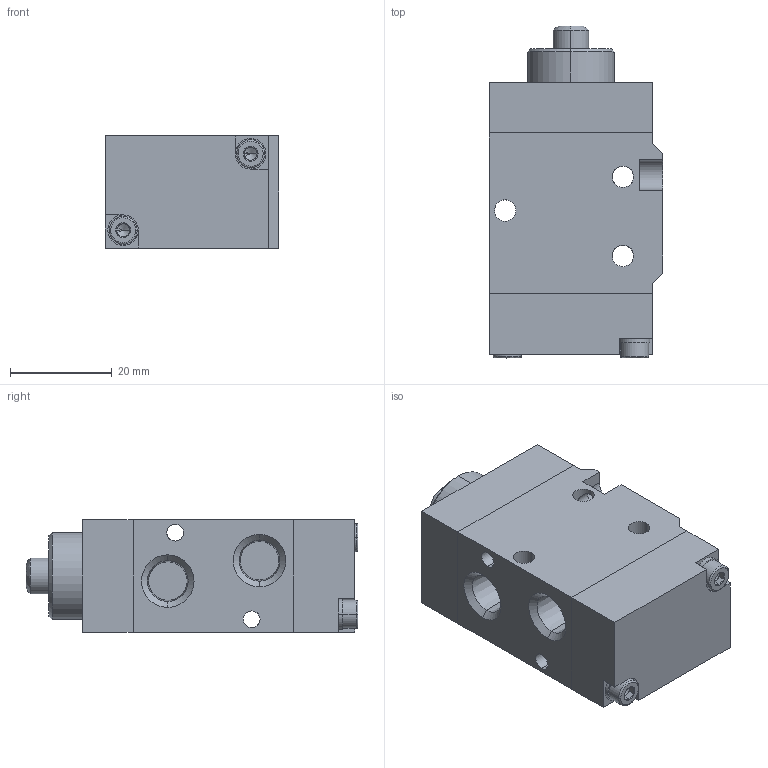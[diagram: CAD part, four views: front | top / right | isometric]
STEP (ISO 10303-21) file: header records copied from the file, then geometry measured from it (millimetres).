
FILE_DESCRIPTION (( 'STEP AP203' ), '1' );
FILE_NAME ('7001000100U.step', '2024-02-07T21:25:06', ( '' ), ( '' ), 'SwSTEP 2.0', 'SolidWorks 2023', '' );
FILE_SCHEMA (( 'CONFIG_CONTROL_DESIGN' ));
Length unit declared in the file: inch
Products named in the file (1): 7001000100U
Bounding box: 34 x 65.1 x 22 mm (x, y, z)
Volume: 37669.3 mm3; surface area: 12970.9 mm2
Topology: 7 solids, 7 shells, 155 faces, 364 edges, 224 vertices
Faces by surface type: plane 73, cylinder 38, cone 30, bspline 14
Entity records: 4979 total; most frequent: CARTESIAN_POINT 1366, DIRECTION 740, ORIENTED_EDGE 720, EDGE_CURVE 360, AXIS2_PLACEMENT_3D 274, VERTEX_POINT 224, LINE 192, VECTOR 192
